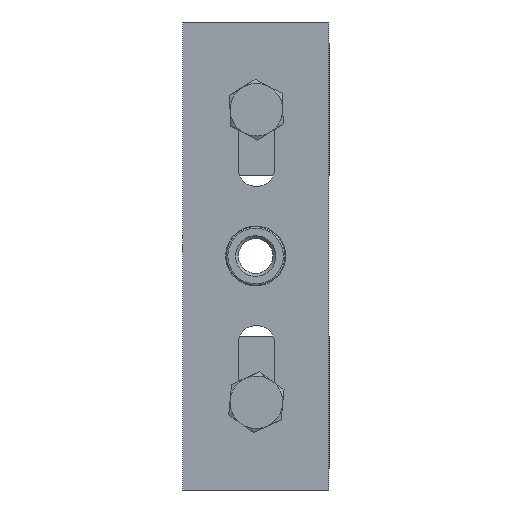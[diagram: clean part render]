
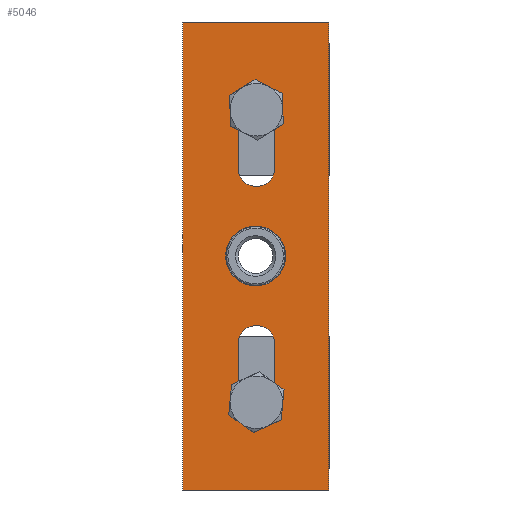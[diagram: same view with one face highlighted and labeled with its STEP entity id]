
A CAD part, front view. The second image highlights one B-rep face of the part: STEP entity #5046.
In plain terms, the highlighted planar face has unit normal (0, -1, 0).
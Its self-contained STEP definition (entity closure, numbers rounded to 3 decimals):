
#156=FACE_BOUND('',#795,.T.);
#157=FACE_BOUND('',#796,.T.);
#158=FACE_BOUND('',#797,.T.);
#487=FACE_OUTER_BOUND('',#794,.T.);
#794=EDGE_LOOP('',(#3855,#3856,#3857,#3858));
#795=EDGE_LOOP('',(#3859,#3860,#3861,#3862));
#796=EDGE_LOOP('',(#3863,#3864,#3865,#3866));
#797=EDGE_LOOP('',(#3867));
#1181=LINE('',#8272,#1513);
#1182=LINE('',#8274,#1514);
#1183=LINE('',#8276,#1515);
#1184=LINE('',#8277,#1516);
#1185=LINE('',#8279,#1517);
#1186=LINE('',#8282,#1518);
#1187=LINE('',#8284,#1519);
#1188=LINE('',#8287,#1520);
#1513=VECTOR('',#6809,10.);
#1514=VECTOR('',#6810,10.);
#1515=VECTOR('',#6811,10.);
#1516=VECTOR('',#6812,10.);
#1517=VECTOR('',#6813,10.);
#1518=VECTOR('',#6816,10.);
#1519=VECTOR('',#6817,10.);
#1520=VECTOR('',#6820,10.);
#1813=CIRCLE('',#5529,8.315);
#1831=CIRCLE('',#5568,8.315);
#1832=CIRCLE('',#5570,6.25);
#1833=CIRCLE('',#5571,6.25);
#1834=CIRCLE('',#5572,10.25);
#2180=VERTEX_POINT('',#8142);
#2181=VERTEX_POINT('',#8143);
#2184=VERTEX_POINT('',#8153);
#2187=VERTEX_POINT('',#8158);
#2214=VERTEX_POINT('',#8270);
#2215=VERTEX_POINT('',#8271);
#2216=VERTEX_POINT('',#8273);
#2217=VERTEX_POINT('',#8275);
#2218=VERTEX_POINT('',#8278);
#2219=VERTEX_POINT('',#8280);
#2220=VERTEX_POINT('',#8283);
#2221=VERTEX_POINT('',#8285);
#2222=VERTEX_POINT('',#8288);
#2791=EDGE_CURVE('',#2181,#2180,#1813,.T.);
#2837=EDGE_CURVE('',#2184,#2187,#1831,.T.);
#2838=EDGE_CURVE('',#2214,#2215,#1181,.T.);
#2839=EDGE_CURVE('',#2215,#2216,#1182,.T.);
#2840=EDGE_CURVE('',#2216,#2217,#1183,.T.);
#2841=EDGE_CURVE('',#2217,#2214,#1184,.T.);
#2842=EDGE_CURVE('',#2180,#2218,#1185,.T.);
#2843=EDGE_CURVE('',#2218,#2219,#1832,.T.);
#2844=EDGE_CURVE('',#2219,#2181,#1186,.T.);
#2845=EDGE_CURVE('',#2187,#2220,#1187,.T.);
#2846=EDGE_CURVE('',#2220,#2221,#1833,.T.);
#2847=EDGE_CURVE('',#2221,#2184,#1188,.T.);
#2848=EDGE_CURVE('',#2222,#2222,#1834,.T.);
#3855=ORIENTED_EDGE('',*,*,#2838,.T.);
#3856=ORIENTED_EDGE('',*,*,#2839,.T.);
#3857=ORIENTED_EDGE('',*,*,#2840,.T.);
#3858=ORIENTED_EDGE('',*,*,#2841,.T.);
#3859=ORIENTED_EDGE('',*,*,#2791,.T.);
#3860=ORIENTED_EDGE('',*,*,#2842,.T.);
#3861=ORIENTED_EDGE('',*,*,#2843,.T.);
#3862=ORIENTED_EDGE('',*,*,#2844,.T.);
#3863=ORIENTED_EDGE('',*,*,#2837,.T.);
#3864=ORIENTED_EDGE('',*,*,#2845,.T.);
#3865=ORIENTED_EDGE('',*,*,#2846,.T.);
#3866=ORIENTED_EDGE('',*,*,#2847,.T.);
#3867=ORIENTED_EDGE('',*,*,#2848,.T.);
#4518=PLANE('',#5569);
#5046=ADVANCED_FACE('',(#487,#156,#157,#158),#4518,.F.);
#5529=AXIS2_PLACEMENT_3D('',#8145,#6711,#6712);
#5568=AXIS2_PLACEMENT_3D('',#8268,#6805,#6806);
#5569=AXIS2_PLACEMENT_3D('',#8269,#6807,#6808);
#5570=AXIS2_PLACEMENT_3D('',#8281,#6814,#6815);
#5571=AXIS2_PLACEMENT_3D('',#8286,#6818,#6819);
#5572=AXIS2_PLACEMENT_3D('',#8289,#6821,#6822);
#6711=DIRECTION('center_axis',(0.,1.,0.));
#6712=DIRECTION('ref_axis',(0.041,0.,-0.999));
#6805=DIRECTION('center_axis',(0.,1.,0.));
#6806=DIRECTION('ref_axis',(-0.909,0.,-0.416));
#6807=DIRECTION('center_axis',(0.,1.,0.));
#6808=DIRECTION('ref_axis',(0.,0.,1.));
#6809=DIRECTION('',(0.,0.,1.));
#6810=DIRECTION('',(-1.,0.,0.));
#6811=DIRECTION('',(0.,0.,-1.));
#6812=DIRECTION('',(1.,0.,0.));
#6813=DIRECTION('',(0.,0.,-1.));
#6814=DIRECTION('center_axis',(0.,1.,0.));
#6815=DIRECTION('ref_axis',(1.,0.,0.));
#6816=DIRECTION('',(0.,0.,1.));
#6817=DIRECTION('',(0.,0.,1.));
#6818=DIRECTION('center_axis',(0.,1.,0.));
#6819=DIRECTION('ref_axis',(-1.,0.,0.));
#6820=DIRECTION('',(0.,0.,-1.));
#6821=DIRECTION('center_axis',(0.,1.,0.));
#6822=DIRECTION('ref_axis',(0.,0.,-1.));
#8142=CARTESIAN_POINT('',(6.5,-8.,44.516));
#8143=CARTESIAN_POINT('',(-6.,-8.,44.516));
#8145=CARTESIAN_POINT('Origin',(0.25,-8.,50.));
#8153=CARTESIAN_POINT('',(6.5,-8.,-44.516));
#8158=CARTESIAN_POINT('',(-6.,-8.,-44.516));
#8268=CARTESIAN_POINT('Origin',(0.25,-8.,-50.));
#8269=CARTESIAN_POINT('Origin',(0.,-8.,0.));
#8270=CARTESIAN_POINT('',(25.,-8.,-80.));
#8271=CARTESIAN_POINT('',(25.,-8.,80.));
#8272=CARTESIAN_POINT('',(25.,-8.,-80.));
#8273=CARTESIAN_POINT('',(-25.,-8.,80.));
#8274=CARTESIAN_POINT('',(25.,-8.,80.));
#8275=CARTESIAN_POINT('',(-25.,-8.,-80.));
#8276=CARTESIAN_POINT('',(-25.,-8.,80.));
#8277=CARTESIAN_POINT('',(-25.,-8.,-80.));
#8278=CARTESIAN_POINT('',(6.5,-8.,30.));
#8279=CARTESIAN_POINT('',(6.5,-8.,15.));
#8280=CARTESIAN_POINT('',(-6.,-8.,30.));
#8281=CARTESIAN_POINT('Origin',(0.25,-8.,30.));
#8282=CARTESIAN_POINT('',(-6.,-8.,25.));
#8283=CARTESIAN_POINT('',(-6.,-8.,-30.));
#8284=CARTESIAN_POINT('',(-6.,-8.,-15.));
#8285=CARTESIAN_POINT('',(6.5,-8.,-30.));
#8286=CARTESIAN_POINT('Origin',(0.25,-8.,-30.));
#8287=CARTESIAN_POINT('',(6.5,-8.,-25.));
#8288=CARTESIAN_POINT('',(0.,-8.,10.25));
#8289=CARTESIAN_POINT('Origin',(0.,-8.,0.));
